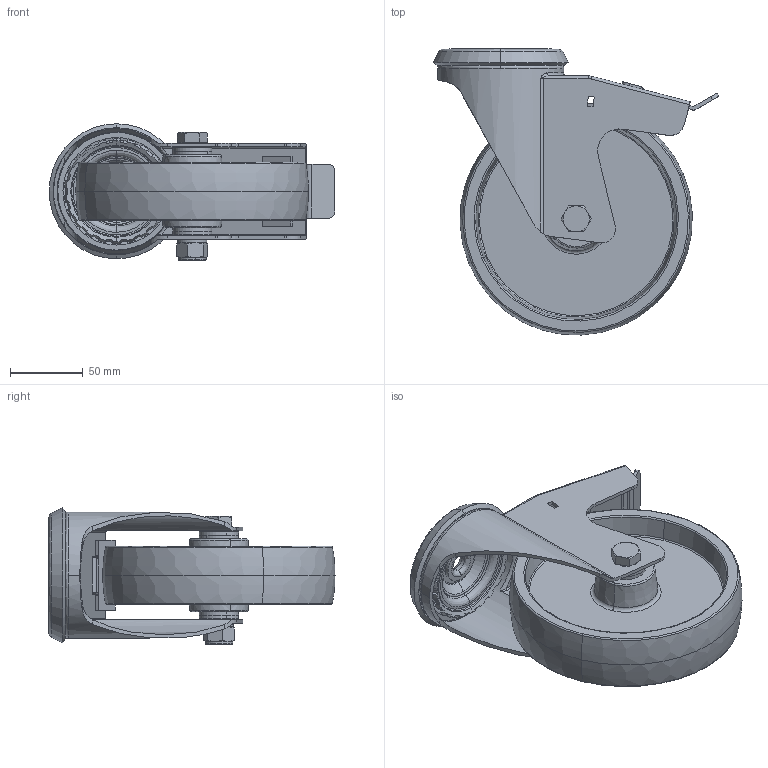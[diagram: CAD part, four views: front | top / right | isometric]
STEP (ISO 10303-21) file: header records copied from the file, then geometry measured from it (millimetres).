
FILE_DESCRIPTION (( 'STEP AP214' ), '1' );
FILE_NAME ('0030150.step', '2022-09-30T10:27:05', ( '' ), ( '' ), 'SwSTEP 2.0', 'SolidWorks 2020', '' );
FILE_SCHEMA (( 'AUTOMOTIVE_DESIGN' ));
Length unit declared in the file: millimetre
Products named in the file (1): 0030150
Bounding box: 196.7 x 196.92 x 94 mm (x, y, z)
Surface area: 189948.8 mm2 (no closed solid volume)
Topology: 0 solids, 13 shells, 490 faces, 1251 edges, 800 vertices
Faces by surface type: plane 164, cylinder 147, bspline 72, cone 71, torus 36
Entity records: 24019 total; most frequent: CARTESIAN_POINT 7323, ORIENTED_EDGE 2498, DIRECTION 2157, EDGE_CURVE 1249, AXIS2_PLACEMENT_3D 886, VERTEX_POINT 800, EDGE_LOOP 535, UNCERTAINTY_MEASURE_WITH_UNIT 501
